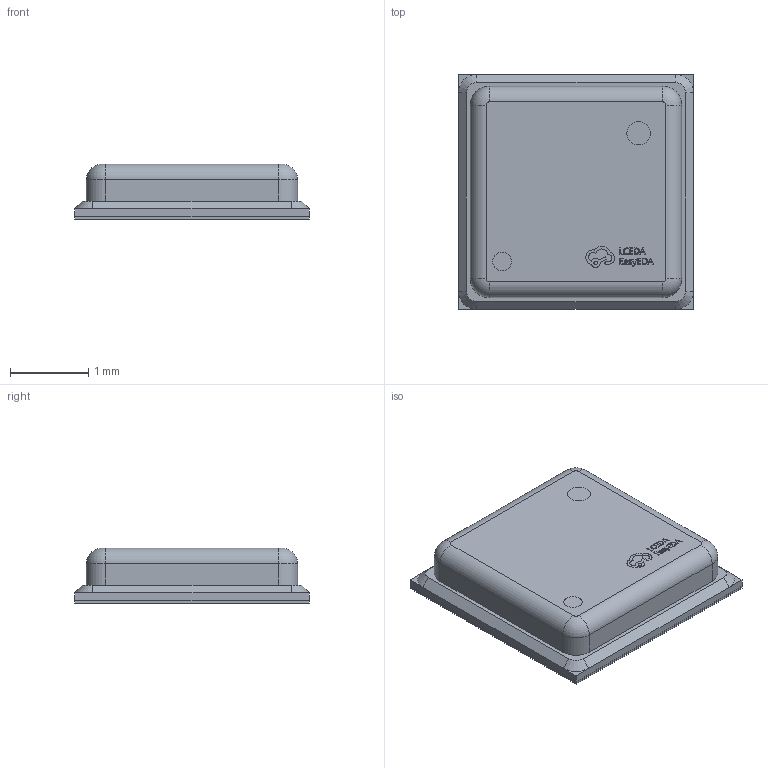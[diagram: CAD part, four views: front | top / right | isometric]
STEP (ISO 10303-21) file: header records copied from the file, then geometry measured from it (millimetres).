
FILE_DESCRIPTION (( 'STEP AP214' ), '1' );
FILE_NAME ('LGA-12_L3.0-W3.0-H0.7-P0.50-BL_ZMOD4410AI1V.step', '2022-07-04T13:20:57', ( '' ), ( '' ), 'SwSTEP 2.0', 'SolidWorks 2020', '' );
FILE_SCHEMA (( 'AUTOMOTIVE_DESIGN' ));
Length unit declared in the file: millimetre
Products named in the file (1): LGA-12_L3.0-W3.0-H0.7-P0.50-BL_ZMOD4410AI1V
Bounding box: 3 x 3 x 0.71 mm (x, y, z)
Volume: 5.3 mm3; surface area: 42.2 mm2
Topology: 2 solids, 2 shells, 391 faces, 1022 edges, 676 vertices
Faces by surface type: plane 259, bspline 112, cylinder 12, torus 4, cone 4
Entity records: 17420 total; most frequent: CARTESIAN_POINT 4194, ORIENTED_EDGE 2044, DIRECTION 1390, EDGE_CURVE 1022, LINE 758, VECTOR 758, VERTEX_POINT 676, EDGE_LOOP 432
